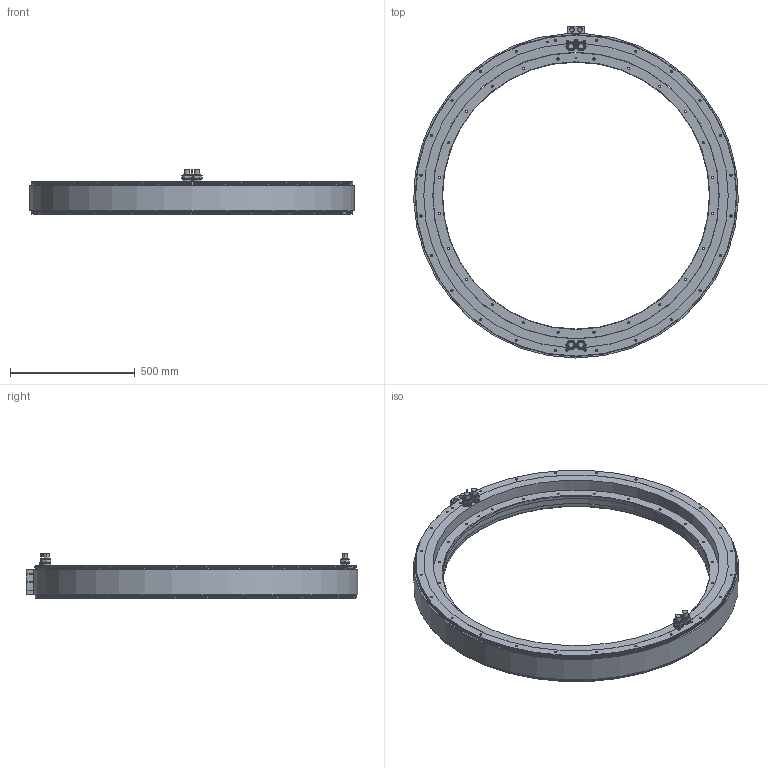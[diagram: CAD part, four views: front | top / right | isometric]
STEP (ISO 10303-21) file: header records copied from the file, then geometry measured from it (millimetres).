
FILE_DESCRIPTION((''),'2;1');
FILE_NAME('1220019-07_ASM','2018-10-29T',('CH52307'),(''),'PRO/ENGINEER BY PARAMETRIC TECHNOLOGY CORPORATION, 2014000','PRO/ENGINEER BY PARAMETRIC TECHNOLOGY CORPORATION, 2014000','');
FILE_SCHEMA(('CONFIG_CONTROL_DESIGN'));
Length unit declared in the file: millimetre
Products named in the file (3): PRT0001; PRT0002; 1220019-07_ASM
Assembly tree (2 placements, depth 2):
  1220019-07_ASM
    PRT0001
    PRT0002
Bounding box: 1301.54 x 1331.09 x 179.8 mm (x, y, z)
Volume: 44913476.6 mm3; surface area: 2397272.7 mm2
Topology: 2 solids, 31 shells, 1129 faces, 2767 edges, 1683 vertices
Faces by surface type: cylinder 474, plane 297, cone 220, torus 130, sphere 8
Entity records: 36993 total; most frequent: DIRECTION 6333, CARTESIAN_POINT 5897, ORIENTED_EDGE 5282, AXIS2_PLACEMENT_3D 2642, EDGE_CURVE 2641, VERTEX_POINT 1683, CIRCLE 1508, EDGE_LOOP 1340
